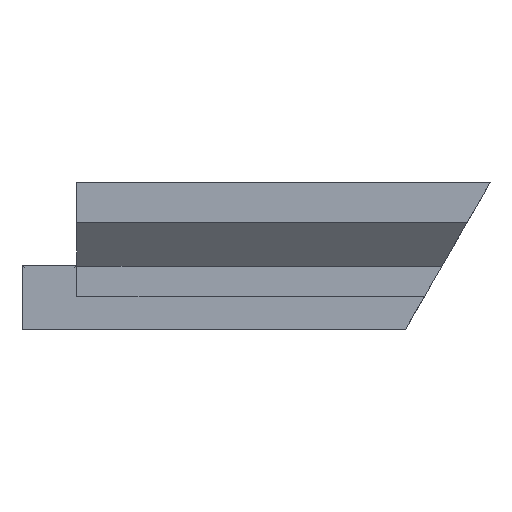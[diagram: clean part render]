
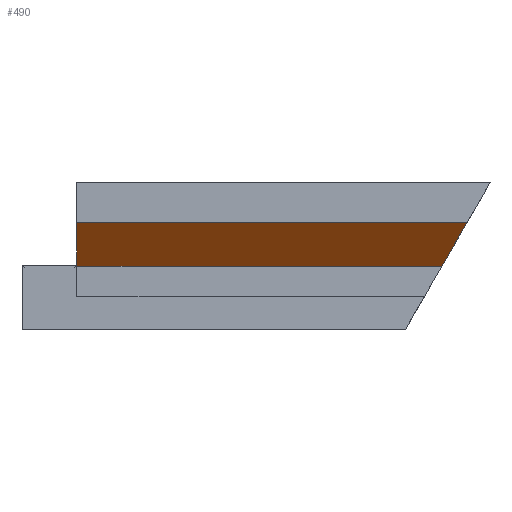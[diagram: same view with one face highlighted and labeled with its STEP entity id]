
A CAD part, left-side view. The second image highlights one B-rep face of the part: STEP entity #490.
In plain terms, the highlighted planar face has unit normal (-0.766, 0, -0.643).
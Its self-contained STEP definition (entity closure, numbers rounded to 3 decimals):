
#47=FACE_OUTER_BOUND('',#74,.T.);
#74=EDGE_LOOP('',(#387,#388,#389,#390,#391));
#104=LINE('',#707,#161);
#113=LINE('',#725,#170);
#128=LINE('',#800,#185);
#135=LINE('',#814,#192);
#137=LINE('',#817,#194);
#161=VECTOR('',#573,10.);
#170=VECTOR('',#588,10.);
#185=VECTOR('',#609,10.);
#192=VECTOR('',#622,10.);
#194=VECTOR('',#626,10.);
#205=VERTEX_POINT('',#678);
#214=VERTEX_POINT('',#705);
#220=VERTEX_POINT('',#724);
#238=VERTEX_POINT('',#797);
#239=VERTEX_POINT('',#799);
#262=EDGE_CURVE('',#214,#205,#104,.T.);
#271=EDGE_CURVE('',#205,#220,#113,.T.);
#290=EDGE_CURVE('',#239,#238,#128,.T.);
#298=EDGE_CURVE('',#239,#214,#135,.T.);
#300=EDGE_CURVE('',#238,#220,#137,.T.);
#387=ORIENTED_EDGE('',*,*,#290,.T.);
#388=ORIENTED_EDGE('',*,*,#300,.T.);
#389=ORIENTED_EDGE('',*,*,#271,.F.);
#390=ORIENTED_EDGE('',*,*,#262,.F.);
#391=ORIENTED_EDGE('',*,*,#298,.F.);
#466=PLANE('',#522);
#490=ADVANCED_FACE('',(#47),#466,.T.);
#522=AXIS2_PLACEMENT_3D('',#816,#624,#625);
#573=DIRECTION('',(-0.643,0.,0.766));
#588=DIRECTION('',(-0.643,0.,0.766));
#609=DIRECTION('',(-0.588,-0.404,0.701));
#622=DIRECTION('',(0.,1.,0.));
#624=DIRECTION('center_axis',(-0.766,0.,-0.643));
#625=DIRECTION('ref_axis',(-0.643,0.,0.766));
#626=DIRECTION('',(0.,1.,0.));
#678=CARTESIAN_POINT('',(-16.953,39.75,-3.411));
#705=CARTESIAN_POINT('',(-16.9,39.75,-3.474));
#707=CARTESIAN_POINT('',(-16.9,39.75,-3.474));
#724=CARTESIAN_POINT('',(-18.9,39.75,-1.091));
#725=CARTESIAN_POINT('',(-16.9,39.75,-3.474));
#797=CARTESIAN_POINT('',(-18.9,18.43,-1.091));
#799=CARTESIAN_POINT('',(-16.9,19.806,-3.474));
#800=CARTESIAN_POINT('',(-15.801,20.563,-4.785));
#814=CARTESIAN_POINT('',(-16.9,3.6,-3.474));
#816=CARTESIAN_POINT('Origin',(-16.9,3.6,-3.474));
#817=CARTESIAN_POINT('',(-18.9,3.6,-1.091));
